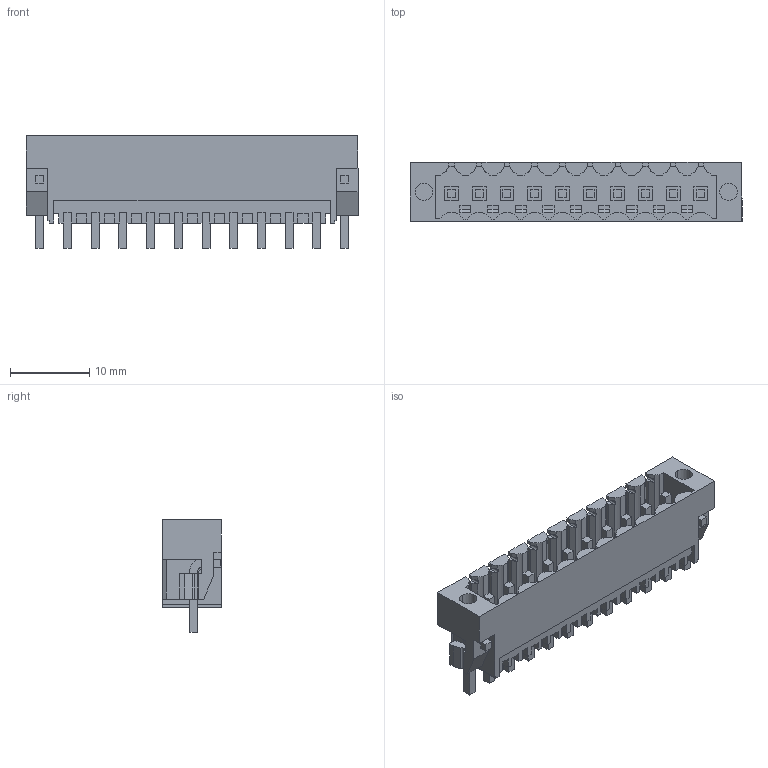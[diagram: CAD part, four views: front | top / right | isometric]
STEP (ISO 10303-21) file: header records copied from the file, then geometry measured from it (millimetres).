
FILE_DESCRIPTION(('CATIA V5 STEP Exchange','CAx-IF Rec.Pracs.--- Model Styling and Organization---1.2---2011-12-15'),'2;1');
FILE_NAME ('D1457277_0_1842620000_1842620000.stp','2018-03-13T15:47:31+00:00',('none'),('Weidmueller'),'CATIA Version 5-6 Release 2014','CATIA V5 STEP AP214','none');
FILE_SCHEMA(('AUTOMOTIVE_DESIGN { 1 0 10303 214 1 1 1 1 }'));
Length unit declared in the file: millimetre
Products named in the file (1): 1842620000
Bounding box: 41.95 x 7.45 x 14.25 mm (x, y, z)
Volume: 1472.5 mm3; surface area: 3847.4 mm2
Topology: 13 solids, 13 shells, 849 faces, 2493 edges, 1691 vertices
Faces by surface type: plane 767, cylinder 82
Entity records: 26941 total; most frequent: CARTESIAN_POINT 4990, ORIENTED_EDGE 4986, DIRECTION 3405, EDGE_CURVE 2493, VECTOR 2289, LINE 2289, VERTEX_POINT 1691, EDGE_LOOP 894
